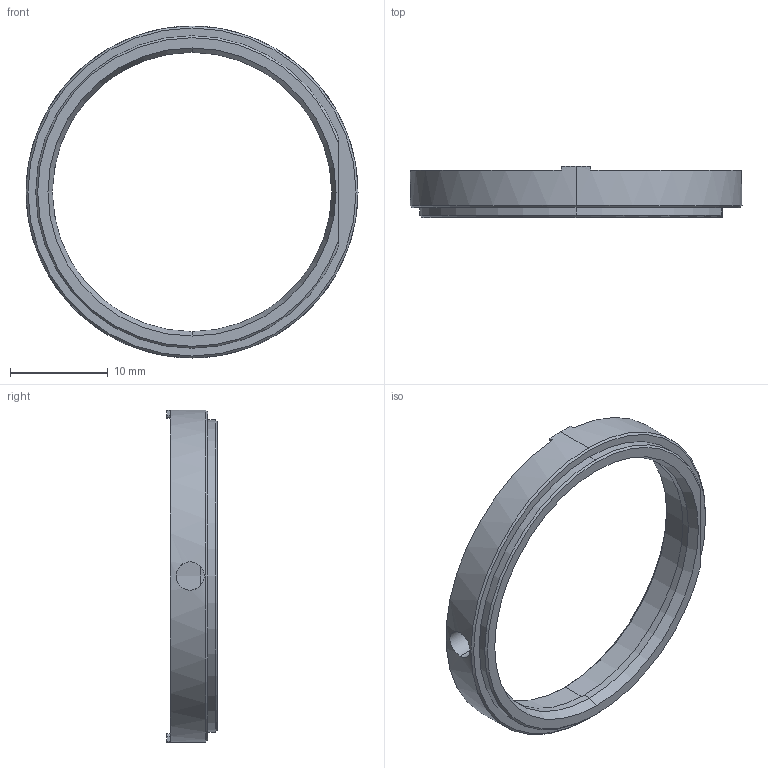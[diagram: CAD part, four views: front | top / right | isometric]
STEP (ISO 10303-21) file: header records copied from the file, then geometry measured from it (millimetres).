
FILE_DESCRIPTION (( 'STEP AP203' ), '1' );
FILE_NAME ('Entretoise.STEP', '2024-11-09T14:21:53', ( '' ), ( '' ), 'SwSTEP 2.0', 'SolidWorks 2024', '' );
FILE_SCHEMA (( 'CONFIG_CONTROL_DESIGN' ));
Length unit declared in the file: millimetre
Products named in the file (1): Entretoise
Bounding box: 34 x 5.22 x 34 mm (x, y, z)
Volume: 1021.2 mm3; surface area: 1423.5 mm2
Topology: 1 solids, 1 shells, 39 faces, 103 edges, 66 vertices
Faces by surface type: cylinder 17, plane 13, cone 9
Entity records: 1399 total; most frequent: CARTESIAN_POINT 327, DIRECTION 216, ORIENTED_EDGE 206, EDGE_CURVE 103, AXIS2_PLACEMENT_3D 83, VERTEX_POINT 66, VECTOR 50, LINE 50
